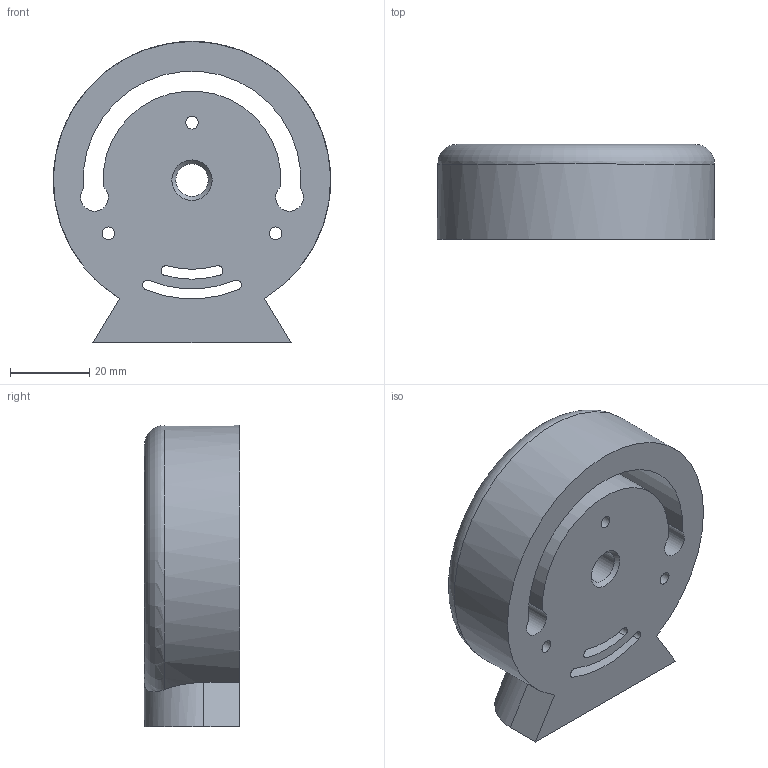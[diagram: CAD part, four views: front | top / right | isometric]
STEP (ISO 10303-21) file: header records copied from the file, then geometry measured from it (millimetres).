
FILE_DESCRIPTION(/* description */ (''),/* implementation_level */ '2;1');
FILE_NAME(/* name */ '4M2B v5.step',/* time_stamp */ '2019-03-05T07:35:12-06:00',/* author */ (''),/* organization */ (''),/* preprocessor_version */ 'ST-DEVELOPER v17.2',/* originating_system */ 'Autodesk Translation Framework v7.6.0.251',/* authorisation */ '');
FILE_SCHEMA (('AUTOMOTIVE_DESIGN { 1 0 10303 214 3 1 1 }'));
Length unit declared in the file: millimetre
Products named in the file (1): 4M2B
Bounding box: 69.99 x 24 x 76 mm (x, y, z)
Volume: 81870.8 mm3; surface area: 21479.1 mm2
Topology: 1 solids, 1 shells, 45 faces, 117 edges, 80 vertices
Faces by surface type: cylinder 26, plane 16, cone 2, torus 1
Full cylindrical faces by diameter (mm): 3.2 x3, 3.3 x2, 5.2 x5, 8.2 x1
Entity records: 1522 total; most frequent: CARTESIAN_POINT 279, DIRECTION 272, ORIENTED_EDGE 234, EDGE_CURVE 117, AXIS2_PLACEMENT_3D 113, VERTEX_POINT 80, EDGE_LOOP 65, CIRCLE 65
